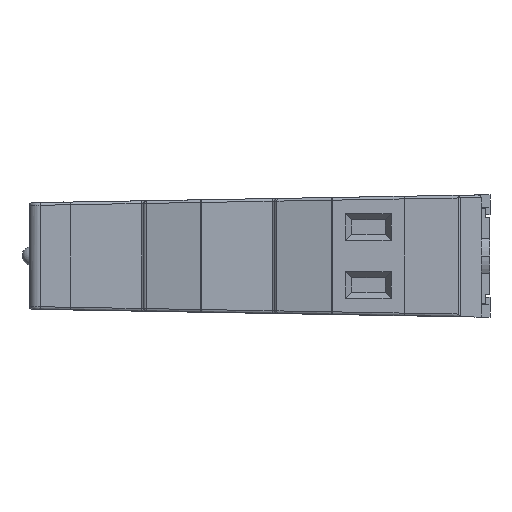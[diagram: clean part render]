
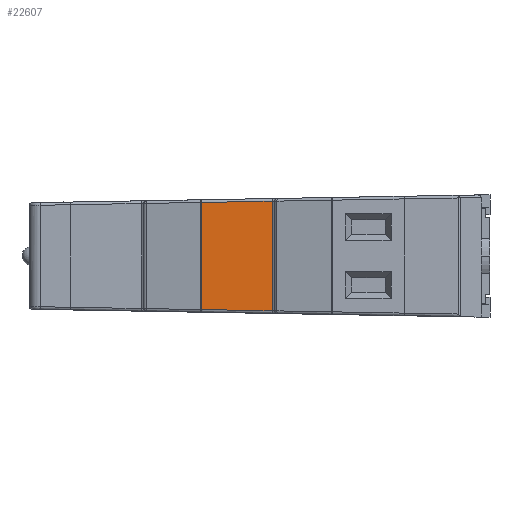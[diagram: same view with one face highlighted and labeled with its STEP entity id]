
A CAD part, left-side view. The second image highlights one B-rep face of the part: STEP entity #22607.
In plain terms, the highlighted planar face has unit normal (-1, 0, 0).
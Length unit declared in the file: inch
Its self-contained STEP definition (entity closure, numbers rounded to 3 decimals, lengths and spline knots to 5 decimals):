
#2674 = ORIENTED_EDGE ( 'NONE', *, *, #19808, .T. ) ;
#6263 = EDGE_CURVE ( 'NONE', #24647, #14187, #31176, .T. ) ;
#8981 = DIRECTION ( 'NONE',  ( 0., 0., 1. ) ) ;
#9505 = VECTOR ( 'NONE', #26429, 39.37008 ) ;
#11427 = ORIENTED_EDGE ( 'NONE', *, *, #6263, .T. ) ;
#12092 = CARTESIAN_POINT ( 'NONE',  ( -1.32, 1.61369, -0.31431 ) ) ;
#14187 = VERTEX_POINT ( 'NONE', #25044 ) ;
#15546 = DIRECTION ( 'NONE',  ( 1., 0., 0. ) ) ;
#16564 = CARTESIAN_POINT ( 'NONE',  ( -1.32, 1.218, 0.30624 ) ) ;
#18094 = ORIENTED_EDGE ( 'NONE', *, *, #37297, .T. ) ;
#19655 = CARTESIAN_POINT ( 'NONE',  ( -1.32, 1.61369, 0.29933 ) ) ;
#19808 = EDGE_CURVE ( 'NONE', #14187, #37063, #23088, .T. ) ;
#21089 = VERTEX_POINT ( 'NONE', #19655 ) ;
#21398 = VECTOR ( 'NONE', #40264, 39.37008 ) ;
#21832 = VECTOR ( 'NONE', #8981, 39.37008 ) ;
#22045 = VECTOR ( 'NONE', #40516, 39.37008 ) ;
#22342 = CARTESIAN_POINT ( 'NONE',  ( -1.32, 2.08682, -0.29107 ) ) ;
#22607 = ADVANCED_FACE ( 'NONE', ( #46851 ), #47927, .F. ) ;
#22645 = EDGE_CURVE ( 'NONE', #37063, #21089, #52557, .T. ) ;
#23088 = LINE ( 'NONE', #37455, #21832 ) ;
#24647 = VERTEX_POINT ( 'NONE', #48851 ) ;
#25044 = CARTESIAN_POINT ( 'NONE',  ( -1.32, 1.218, -0.30624 ) ) ;
#26429 = DIRECTION ( 'NONE',  ( 0., -1., -0.017 ) ) ;
#31176 = LINE ( 'NONE', #22342, #9505 ) ;
#36199 = CARTESIAN_POINT ( 'NONE',  ( -1.32, 2.13175, 0.29029 ) ) ;
#37063 = VERTEX_POINT ( 'NONE', #16564 ) ;
#37297 = EDGE_CURVE ( 'NONE', #21089, #24647, #43636, .T. ) ;
#37455 = CARTESIAN_POINT ( 'NONE',  ( -1.32, 1.218, 0.3215 ) ) ;
#39907 = CARTESIAN_POINT ( 'NONE',  ( -1.32, 2.10421, -1.2875 ) ) ;
#40050 = ORIENTED_EDGE ( 'NONE', *, *, #22645, .T. ) ;
#40101 = EDGE_LOOP ( 'NONE', ( #11427, #2674, #40050, #18094 ) ) ;
#40264 = DIRECTION ( 'NONE',  ( 0., 1., -0.017 ) ) ;
#40516 = DIRECTION ( 'NONE',  ( 0., 0., -1. ) ) ;
#43636 = LINE ( 'NONE', #12092, #22045 ) ;
#44001 = DIRECTION ( 'NONE',  ( 0., 0., -1. ) ) ;
#46851 = FACE_OUTER_BOUND ( 'NONE', #40101, .T. ) ;
#47927 = PLANE ( 'NONE',  #50651 ) ;
#48851 = CARTESIAN_POINT ( 'NONE',  ( -1.32, 1.61369, -0.29933 ) ) ;
#50651 = AXIS2_PLACEMENT_3D ( 'NONE', #39907, #15546, #44001 ) ;
#52557 = LINE ( 'NONE', #36199, #21398 ) ;
